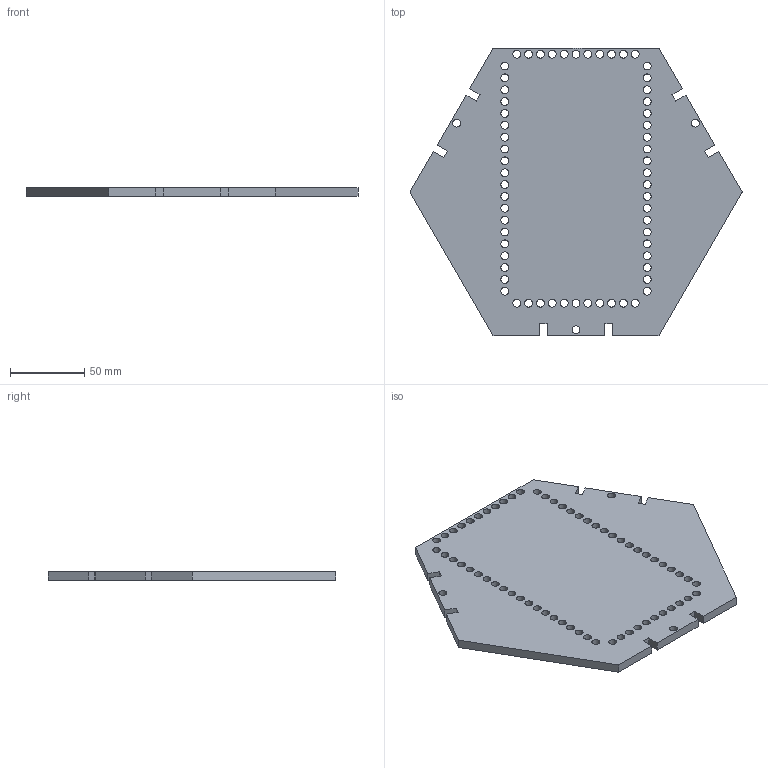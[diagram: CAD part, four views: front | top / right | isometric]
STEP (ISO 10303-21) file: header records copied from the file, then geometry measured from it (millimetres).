
FILE_DESCRIPTION(/* description */ (''),/* implementation_level */ '2;1');
FILE_NAME(/* name */ 'base v1.step',/* time_stamp */ '2021-12-24T17:07:31-05:00',/* author */ (''),/* organization */ (''),/* preprocessor_version */ 'ST-DEVELOPER v18.1',/* originating_system */ 'Autodesk Translation Framework v10.10.0.1391',/* authorisation */ '');
FILE_SCHEMA (('AUTOMOTIVE_DESIGN { 1 0 10303 214 3 1 1 }'));
Length unit declared in the file: millimetre
Products named in the file (1): base
Bounding box: 224 x 193.99 x 6 mm (x, y, z)
Volume: 185479.4 mm3; surface area: 72935.3 mm2
Topology: 1 solids, 1 shells, 97 faces, 285 edges, 190 vertices
Faces by surface type: cylinder 65, plane 32
Full cylindrical faces by diameter (mm): 5.3 x65
Entity records: 3582 total; most frequent: DIRECTION 611, CARTESIAN_POINT 573, ORIENTED_EDGE 570, EDGE_CURVE 285, AXIS2_PLACEMENT_3D 228, EDGE_LOOP 227, VERTEX_POINT 190, LINE 155
